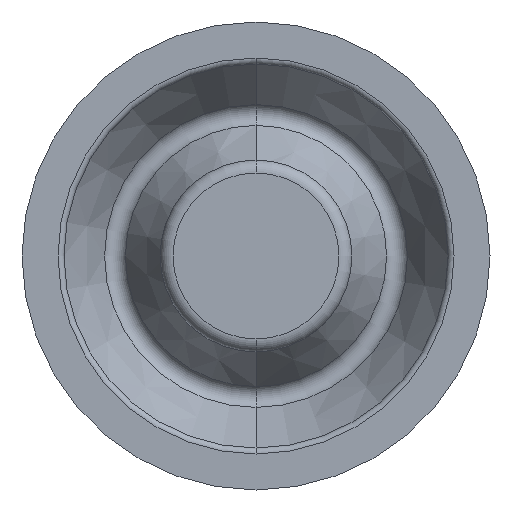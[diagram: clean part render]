
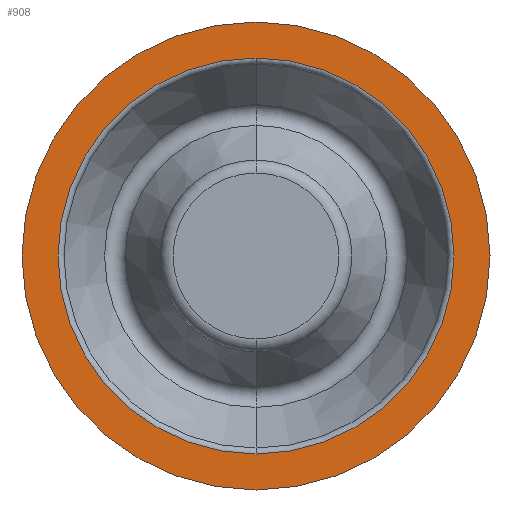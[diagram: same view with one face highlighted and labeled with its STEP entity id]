
A CAD part, front view. The second image highlights one B-rep face of the part: STEP entity #908.
In plain terms, the highlighted planar face has unit normal (0, -1, 0).
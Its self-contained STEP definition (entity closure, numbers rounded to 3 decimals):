
#22 = EDGE_LOOP ( 'NONE', ( #135, #399 ) ) ;
#120 = ORIENTED_EDGE ( 'NONE', *, *, #996, .F. ) ;
#126 = EDGE_LOOP ( 'NONE', ( #628, #120 ) ) ;
#135 = ORIENTED_EDGE ( 'NONE', *, *, #867, .T. ) ;
#239 = AXIS2_PLACEMENT_3D ( 'NONE', #2101, #2099, #2098 ) ;
#262 = AXIS2_PLACEMENT_3D ( 'NONE', #1351, #1350, #1348 ) ;
#280 = CIRCLE ( 'NONE', #262, 16.5 ) ;
#301 = AXIS2_PLACEMENT_3D ( 'NONE', #1654, #1324, #2074 ) ;
#306 = CIRCLE ( 'NONE', #301, 19.5 ) ;
#316 = CIRCLE ( 'NONE', #239, 16.5 ) ;
#399 = ORIENTED_EDGE ( 'NONE', *, *, #813, .T. ) ;
#424 = VERTEX_POINT ( 'NONE', #1240 ) ;
#628 = ORIENTED_EDGE ( 'NONE', *, *, #796, .F. ) ;
#639 = VERTEX_POINT ( 'NONE', #1263 ) ;
#688 = VERTEX_POINT ( 'NONE', #1717 ) ;
#692 = VERTEX_POINT ( 'NONE', #1965 ) ;
#721 = FACE_BOUND ( 'NONE', #22, .T. ) ;
#724 = FACE_OUTER_BOUND ( 'NONE', #126, .T. ) ;
#796 = EDGE_CURVE ( 'NONE', #692, #639, #306, .T. ) ;
#813 = EDGE_CURVE ( 'NONE', #424, #688, #316, .T. ) ;
#867 = EDGE_CURVE ( 'NONE', #688, #424, #280, .T. ) ;
#908 = ADVANCED_FACE ( 'NONE', ( #721, #724 ), #1878, .T. ) ;
#996 = EDGE_CURVE ( 'NONE', #639, #692, #1074, .T. ) ;
#1074 = CIRCLE ( 'NONE', #1101, 19.5 ) ;
#1101 = AXIS2_PLACEMENT_3D ( 'NONE', #1507, #1506, #1505 ) ;
#1130 = AXIS2_PLACEMENT_3D ( 'NONE', #1877, #1876, #1874 ) ;
#1240 = CARTESIAN_POINT ( 'NONE',  ( 0., -1., 16.5 ) ) ;
#1263 = CARTESIAN_POINT ( 'NONE',  ( 0., -1., -19.5 ) ) ;
#1324 = DIRECTION ( 'NONE',  ( 0., 1., 0. ) ) ;
#1348 = DIRECTION ( 'NONE',  ( 0., 0., -1. ) ) ;
#1350 = DIRECTION ( 'NONE',  ( 0., 1., 0. ) ) ;
#1351 = CARTESIAN_POINT ( 'NONE',  ( 0., -1., 0. ) ) ;
#1505 = DIRECTION ( 'NONE',  ( 0., 0., 1. ) ) ;
#1506 = DIRECTION ( 'NONE',  ( 0., 1., 0. ) ) ;
#1507 = CARTESIAN_POINT ( 'NONE',  ( 0., -1., 0. ) ) ;
#1654 = CARTESIAN_POINT ( 'NONE',  ( 0., -1., 0. ) ) ;
#1717 = CARTESIAN_POINT ( 'NONE',  ( 0., -1., -16.5 ) ) ;
#1874 = DIRECTION ( 'NONE',  ( 0., 0., -1. ) ) ;
#1876 = DIRECTION ( 'NONE',  ( 0., -1., 0. ) ) ;
#1877 = CARTESIAN_POINT ( 'NONE',  ( -19.5, -1., 0. ) ) ;
#1878 = PLANE ( 'NONE',  #1130 ) ;
#1965 = CARTESIAN_POINT ( 'NONE',  ( 0., -1., 19.5 ) ) ;
#2074 = DIRECTION ( 'NONE',  ( 0., 0., 1. ) ) ;
#2098 = DIRECTION ( 'NONE',  ( 0., 0., -1. ) ) ;
#2099 = DIRECTION ( 'NONE',  ( 0., 1., 0. ) ) ;
#2101 = CARTESIAN_POINT ( 'NONE',  ( 0., -1., 0. ) ) ;
